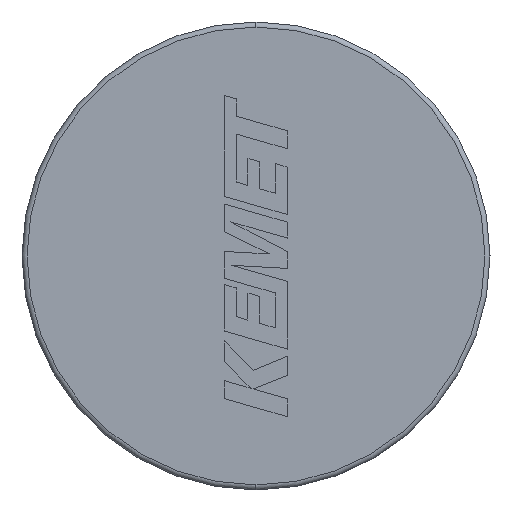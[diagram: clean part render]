
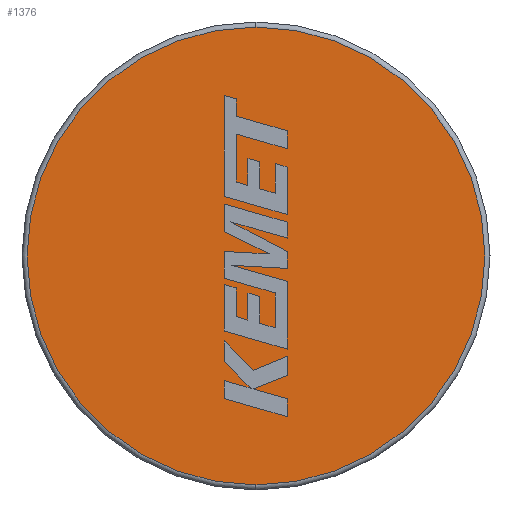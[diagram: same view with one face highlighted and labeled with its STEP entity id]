
A CAD part, left-side view. The second image highlights one B-rep face of the part: STEP entity #1376.
In plain terms, the highlighted planar face has unit normal (-1, 0, 0).
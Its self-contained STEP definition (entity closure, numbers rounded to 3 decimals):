
#66 = PLANE ( 'NONE',  #1574 ) ;
#155 = DIRECTION ( 'NONE',  ( 0., 0., -1. ) ) ;
#326 = DIRECTION ( 'NONE',  ( 0., 0., -1. ) ) ;
#346 = DIRECTION ( 'NONE',  ( 0., 0., -1. ) ) ;
#769 = CIRCLE ( 'NONE', #2240, 9.05 ) ;
#1120 = CARTESIAN_POINT ( 'NONE',  ( 0., 0., 9.05 ) ) ;
#1140 = AXIS2_PLACEMENT_3D ( 'NONE', #2256, #2994, #346 ) ;
#1376 = ADVANCED_FACE ( 'NONE', ( #3142 ), #66, .F. ) ;
#1413 = DIRECTION ( 'NONE',  ( -1., 0., 0. ) ) ;
#1436 = VERTEX_POINT ( 'NONE', #1120 ) ;
#1565 = ORIENTED_EDGE ( 'NONE', *, *, #2631, .T. ) ;
#1574 = AXIS2_PLACEMENT_3D ( 'NONE', #1627, #2995, #326 ) ;
#1627 = CARTESIAN_POINT ( 'NONE',  ( 0., 0., 0. ) ) ;
#1806 = CIRCLE ( 'NONE', #1140, 9.05 ) ;
#1967 = CARTESIAN_POINT ( 'NONE',  ( 0., 0., 0. ) ) ;
#2143 = ORIENTED_EDGE ( 'NONE', *, *, #3231, .T. ) ;
#2240 = AXIS2_PLACEMENT_3D ( 'NONE', #1967, #1413, #155 ) ;
#2251 = CARTESIAN_POINT ( 'NONE',  ( 0., 0., -9.05 ) ) ;
#2256 = CARTESIAN_POINT ( 'NONE',  ( 0., 0., 0. ) ) ;
#2631 = EDGE_CURVE ( 'NONE', #3277, #1436, #1806, .T. ) ;
#2883 = EDGE_LOOP ( 'NONE', ( #1565, #2143 ) ) ;
#2994 = DIRECTION ( 'NONE',  ( -1., 0., 0. ) ) ;
#2995 = DIRECTION ( 'NONE',  ( 1., 0., 0. ) ) ;
#3142 = FACE_OUTER_BOUND ( 'NONE', #2883, .T. ) ;
#3231 = EDGE_CURVE ( 'NONE', #1436, #3277, #769, .T. ) ;
#3277 = VERTEX_POINT ( 'NONE', #2251 ) ;
